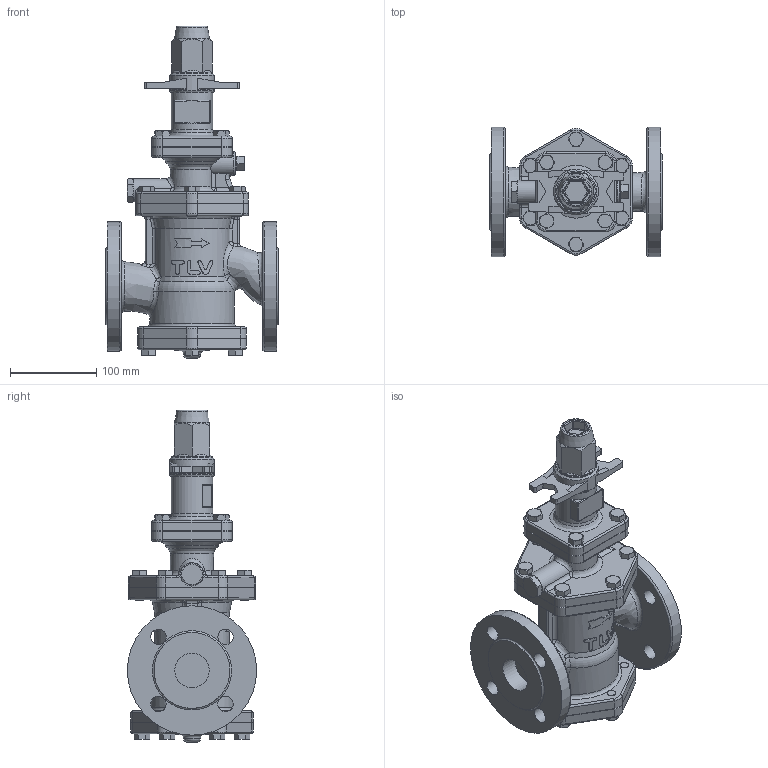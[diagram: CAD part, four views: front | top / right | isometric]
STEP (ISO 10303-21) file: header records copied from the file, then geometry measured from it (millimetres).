
FILE_DESCRIPTION((''),'2;1');
FILE_NAME('csr21-040-e0025-00.stp','2009-08-28T13:38:15',('nakaot'),(''),'Autodesk Inventor 2008','Autodesk Inventor 2008','');
FILE_SCHEMA(('AUTOMOTIVE_DESIGN { 1 0 10303 214 1 1 1 1 }'));
Length unit declared in the file: millimetre
Products named in the file (1): csr21-040-e0025-00
Bounding box: 200 x 150 x 385 mm (x, y, z)
Volume: 2898774.1 mm3; surface area: 314137.1 mm2
Topology: 1 solids, 1 shells, 828 faces, 2014 edges, 1228 vertices
Faces by surface type: plane 288, cylinder 187, bspline 173, cone 127, torus 48, sphere 5
Full cylindrical faces by diameter (mm): 10 x32, 27 x1, 28 x1, 40 x2, 48 x2, 52 x1, 70 x1, 90 x2, 98 x1, 150 x2
Entity records: 47996 total; most frequent: CARTESIAN_POINT 30544, ORIENTED_EDGE 3724, DIRECTION 3357, EDGE_CURVE 1862, AXIS2_PLACEMENT_3D 1335, VERTEX_POINT 1185, EDGE_LOOP 1025, FACE_OUTER_BOUND 828
